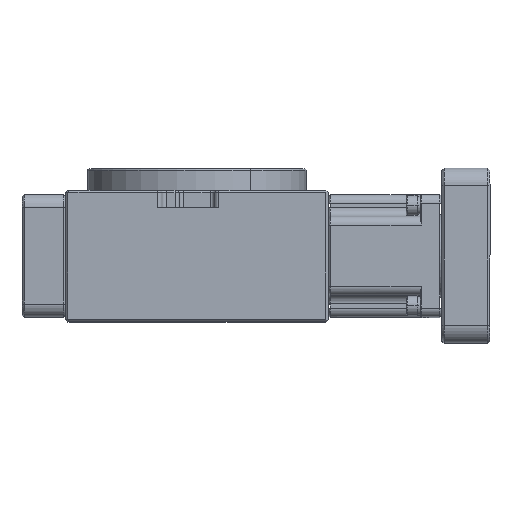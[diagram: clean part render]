
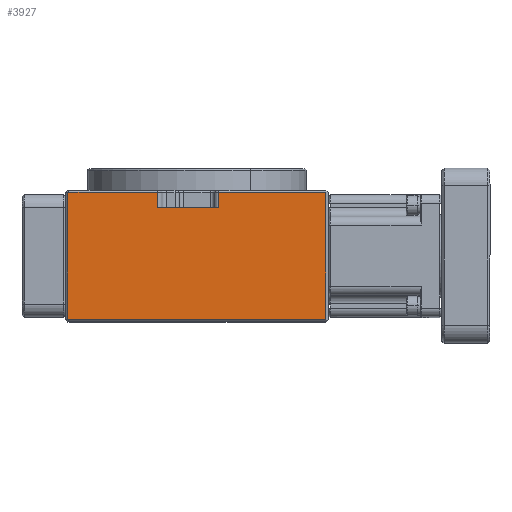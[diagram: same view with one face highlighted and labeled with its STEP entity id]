
A CAD part, top view. The second image highlights one B-rep face of the part: STEP entity #3927.
In plain terms, the highlighted planar face has unit normal (0, 0, 1).
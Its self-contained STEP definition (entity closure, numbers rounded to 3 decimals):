
#54 = EDGE_CURVE ( 'NONE', #12296, #22571, #15208, .T. ) ;
#539 = CARTESIAN_POINT ( 'NONE',  ( -9., 30., 45. ) ) ;
#560 = LINE ( 'NONE', #8827, #9378 ) ;
#1049 = DIRECTION ( 'NONE',  ( -1., 0., 0. ) ) ;
#1130 = VERTEX_POINT ( 'NONE', #18857 ) ;
#1272 = AXIS2_PLACEMENT_3D ( 'NONE', #11654, #19910, #1342 ) ;
#1342 = DIRECTION ( 'NONE',  ( -1., 0., 0. ) ) ;
#1785 = LINE ( 'NONE', #10041, #2971 ) ;
#2119 = EDGE_CURVE ( 'NONE', #22571, #13179, #15541, .T. ) ;
#2971 = VECTOR ( 'NONE', #18319, 1000. ) ;
#3039 = ORIENTED_EDGE ( 'NONE', *, *, #21633, .T. ) ;
#3381 = PLANE ( 'NONE',  #1272 ) ;
#3778 = LINE ( 'NONE', #12061, #25853 ) ;
#3927 = ADVANCED_FACE ( 'NONE', ( #21940 ), #3381, .F. ) ;
#4047 = DIRECTION ( 'NONE',  ( -1., 0., 0. ) ) ;
#4874 = DIRECTION ( 'NONE',  ( 1., 0., 0. ) ) ;
#5214 = DIRECTION ( 'NONE',  ( 0., 1., 0. ) ) ;
#5425 = CARTESIAN_POINT ( 'NONE',  ( 29.5, 29.5, 45. ) ) ;
#5758 = VECTOR ( 'NONE', #5214, 1000. ) ;
#6968 = ORIENTED_EDGE ( 'NONE', *, *, #10498, .T. ) ;
#7616 = VECTOR ( 'NONE', #1049, 1000. ) ;
#8805 = DIRECTION ( 'NONE',  ( 0., 1., 0. ) ) ;
#8827 = CARTESIAN_POINT ( 'NONE',  ( -29.5, 29.5, 45. ) ) ;
#9355 = VERTEX_POINT ( 'NONE', #24859 ) ;
#9378 = VECTOR ( 'NONE', #17108, 1000. ) ;
#10041 = CARTESIAN_POINT ( 'NONE',  ( 5., 30., 45. ) ) ;
#10498 = EDGE_CURVE ( 'NONE', #9355, #24644, #14377, .T. ) ;
#10578 = CARTESIAN_POINT ( 'NONE',  ( 29.5, 0.5, 45. ) ) ;
#10586 = CARTESIAN_POINT ( 'NONE',  ( -9., 29.5, 45. ) ) ;
#11238 = CARTESIAN_POINT ( 'NONE',  ( 5., 29.5, 45. ) ) ;
#11364 = LINE ( 'NONE', #19614, #7616 ) ;
#11654 = CARTESIAN_POINT ( 'NONE',  ( -30., 30., 45. ) ) ;
#12040 = EDGE_CURVE ( 'NONE', #19564, #1130, #560, .T. ) ;
#12061 = CARTESIAN_POINT ( 'NONE',  ( -29.5, 30., 45. ) ) ;
#12296 = VERTEX_POINT ( 'NONE', #22368 ) ;
#12940 = ORIENTED_EDGE ( 'NONE', *, *, #21193, .T. ) ;
#13179 = VERTEX_POINT ( 'NONE', #5425 ) ;
#13521 = ORIENTED_EDGE ( 'NONE', *, *, #12040, .T. ) ;
#14377 = LINE ( 'NONE', #22624, #23131 ) ;
#14665 = ORIENTED_EDGE ( 'NONE', *, *, #21335, .T. ) ;
#15208 = LINE ( 'NONE', #23468, #26752 ) ;
#15342 = EDGE_CURVE ( 'NONE', #13179, #23185, #11364, .T. ) ;
#15541 = LINE ( 'NONE', #23805, #5758 ) ;
#16367 = CARTESIAN_POINT ( 'NONE',  ( -9., 26., 45. ) ) ;
#17108 = DIRECTION ( 'NONE',  ( -1., 0., 0. ) ) ;
#18319 = DIRECTION ( 'NONE',  ( 0., -1., 0. ) ) ;
#18385 = ORIENTED_EDGE ( 'NONE', *, *, #15342, .T. ) ;
#18857 = CARTESIAN_POINT ( 'NONE',  ( -29.5, 29.5, 45. ) ) ;
#19114 = LINE ( 'NONE', #539, #24118 ) ;
#19564 = VERTEX_POINT ( 'NONE', #10586 ) ;
#19614 = CARTESIAN_POINT ( 'NONE',  ( 5., 29.5, 45. ) ) ;
#19910 = DIRECTION ( 'NONE',  ( 0., 0., -1. ) ) ;
#20317 = DIRECTION ( 'NONE',  ( 0., -1., 0. ) ) ;
#21066 = ORIENTED_EDGE ( 'NONE', *, *, #2119, .T. ) ;
#21193 = EDGE_CURVE ( 'NONE', #23185, #9355, #1785, .T. ) ;
#21335 = EDGE_CURVE ( 'NONE', #24644, #19564, #19114, .T. ) ;
#21633 = EDGE_CURVE ( 'NONE', #1130, #12296, #3778, .T. ) ;
#21940 = FACE_OUTER_BOUND ( 'NONE', #22121, .T. ) ;
#22121 = EDGE_LOOP ( 'NONE', ( #26440, #21066, #18385, #12940, #6968, #14665, #13521, #3039 ) ) ;
#22368 = CARTESIAN_POINT ( 'NONE',  ( -29.5, 0.5, 45. ) ) ;
#22571 = VERTEX_POINT ( 'NONE', #10578 ) ;
#22624 = CARTESIAN_POINT ( 'NONE',  ( -30., 26., 45. ) ) ;
#23131 = VECTOR ( 'NONE', #4047, 1000. ) ;
#23185 = VERTEX_POINT ( 'NONE', #11238 ) ;
#23468 = CARTESIAN_POINT ( 'NONE',  ( -30., 0.5, 45. ) ) ;
#23805 = CARTESIAN_POINT ( 'NONE',  ( 29.5, 30., 45. ) ) ;
#24118 = VECTOR ( 'NONE', #8805, 1000. ) ;
#24644 = VERTEX_POINT ( 'NONE', #16367 ) ;
#24859 = CARTESIAN_POINT ( 'NONE',  ( 5., 26., 45. ) ) ;
#25853 = VECTOR ( 'NONE', #20317, 1000. ) ;
#26440 = ORIENTED_EDGE ( 'NONE', *, *, #54, .T. ) ;
#26752 = VECTOR ( 'NONE', #4874, 1000. ) ;
